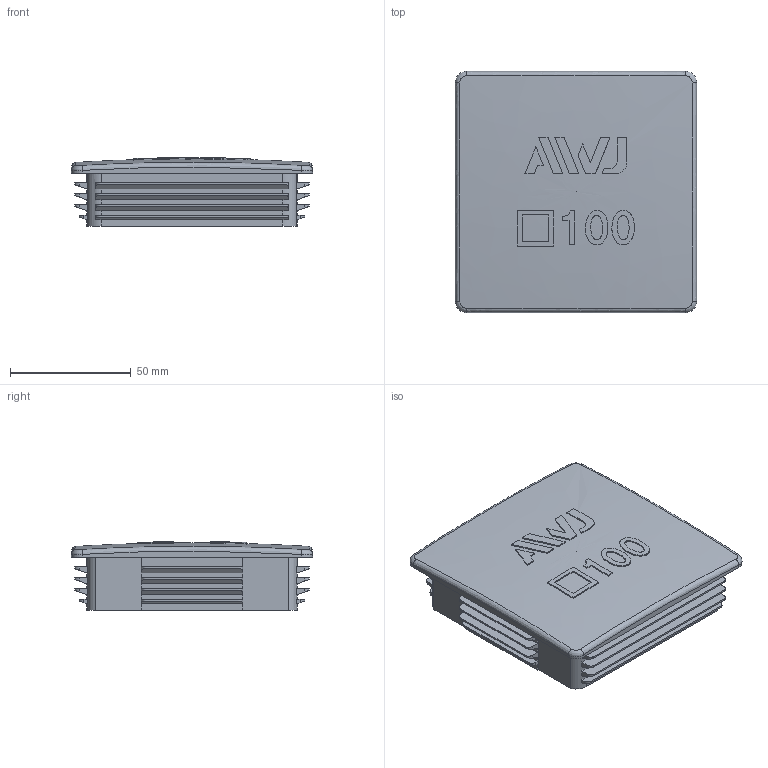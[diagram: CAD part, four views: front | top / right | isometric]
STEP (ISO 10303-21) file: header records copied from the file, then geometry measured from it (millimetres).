
FILE_DESCRIPTION( ( 'STEP AP203' ), '1' );
FILE_NAME( '100.step', '2022-07-25T06:58:35', ( ' ' ), ( ' ' ), 'XStep 1.0', ' ', ' ' );
FILE_SCHEMA( ( 'CONFIG_CONTROL_DESIGN' ) );
Length unit declared in the file: millimetre
Products named in the file (1): 1
Bounding box: 100 x 100 x 28.46 mm (x, y, z)
Volume: 65301.6 mm3; surface area: 43711 mm2
Topology: 1 solids, 1 shells, 247 faces, 663 edges, 428 vertices
Faces by surface type: plane 162, cylinder 46, bspline 30, extrusion 5, cone 4
Entity records: 11093 total; most frequent: CARTESIAN_POINT 5195, ORIENTED_EDGE 1298, DIRECTION 1086, EDGE_CURVE 649, VERTEX_POINT 424, VECTOR 396, LINE 391, AXIS2_PLACEMENT_3D 345
